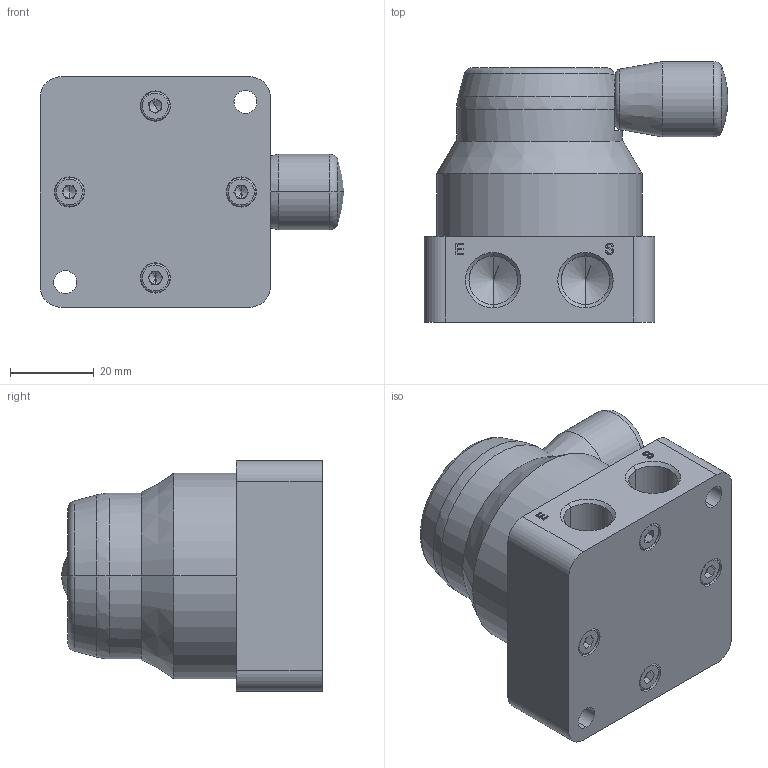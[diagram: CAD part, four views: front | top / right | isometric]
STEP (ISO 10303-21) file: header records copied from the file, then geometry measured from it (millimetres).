
FILE_DESCRIPTION (( 'STEP AP214' ), '1' );
FILE_NAME ('10_069_4.STEP', '2016-08-29T12:07:07', ( '' ), ( '' ), 'SwSTEP 2.0', 'SolidWorks 2016', '' );
FILE_SCHEMA (( 'AUTOMOTIVE_DESIGN' ));
Length unit declared in the file: millimetre
Products named in the file (1): 10_069_4
Bounding box: 72.5 x 62.2 x 55 mm (x, y, z)
Volume: 121598 mm3; surface area: 31420.1 mm2
Topology: 9 solids, 9 shells, 1067 faces, 2720 edges, 1682 vertices
Faces by surface type: cone 560, cylinder 322, plane 129, torus 32, bspline 22, sphere 2
Entity records: 34125 total; most frequent: CARTESIAN_POINT 7132, DIRECTION 6283, ORIENTED_EDGE 5404, EDGE_CURVE 2702, AXIS2_PLACEMENT_3D 2583, VERTEX_POINT 1682, CIRCLE 1537, LINE 1117
